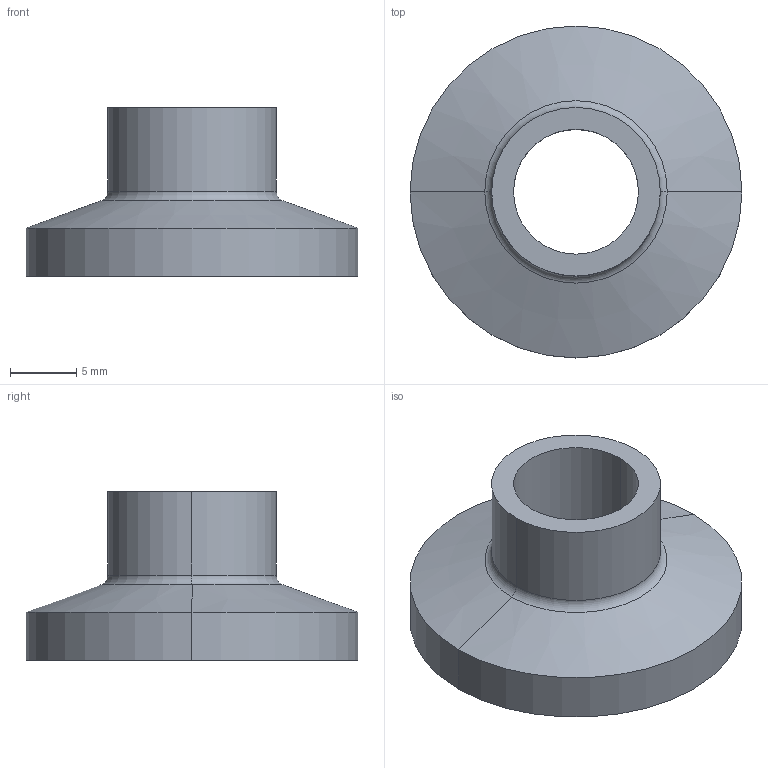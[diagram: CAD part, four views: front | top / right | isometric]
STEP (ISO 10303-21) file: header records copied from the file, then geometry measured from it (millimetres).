
FILE_DESCRIPTION (( 'STEP AP214' ), '1' );
FILE_NAME ('DT22 12.7 A(C).STEP', '2014-02-12T07:55:22', ( '' ), ( '' ), 'SwSTEP 2.0', 'SolidWorks 2013', '' );
FILE_SCHEMA (( 'AUTOMOTIVE_DESIGN' ));
Length unit declared in the file: millimetre
Products named in the file (1): DT22 12.7 A(C)
Bounding box: 24.99 x 24.99 x 12.7 mm (x, y, z)
Volume: 2030.2 mm3; surface area: 1912.2 mm2
Topology: 1 solids, 1 shells, 25 faces, 50 edges, 28 vertices
Faces by surface type: torus 10, cylinder 8, cone 4, plane 3
Entity records: 692 total; most frequent: DIRECTION 140, CARTESIAN_POINT 104, ORIENTED_EDGE 100, AXIS2_PLACEMENT_3D 64, EDGE_CURVE 50, CIRCLE 38, EDGE_LOOP 28, VERTEX_POINT 28
